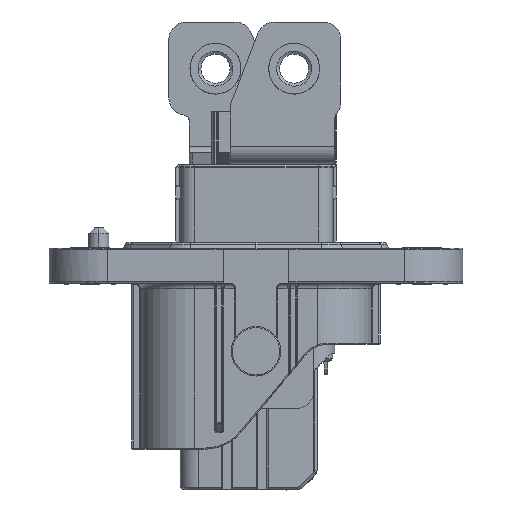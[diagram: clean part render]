
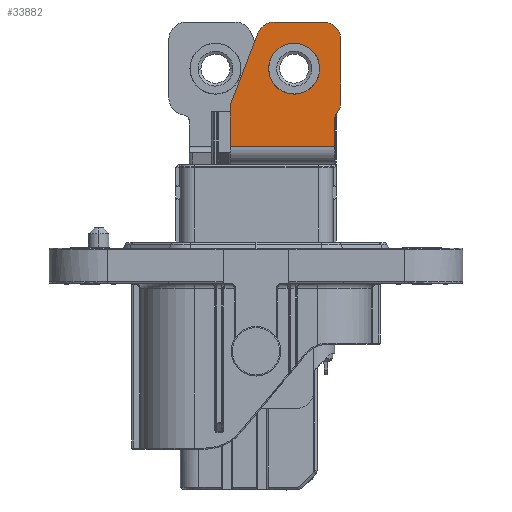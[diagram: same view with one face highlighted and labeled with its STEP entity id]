
A CAD part, left-side view. The second image highlights one B-rep face of the part: STEP entity #33882.
In plain terms, the highlighted planar face has unit normal (-1, 0, 0).
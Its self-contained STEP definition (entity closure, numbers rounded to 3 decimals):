
#610 = EDGE_CURVE ( 'NONE', #49665, #152996, #140757, .T. ) ;
#1961 = CARTESIAN_POINT ( 'NONE',  ( -29.347, 0.526, 40.15 ) ) ;
#2266 = CARTESIAN_POINT ( 'NONE',  ( -29.347, -12.474, 32.15 ) ) ;
#2600 = EDGE_CURVE ( 'NONE', #67728, #51204, #87072, .T. ) ;
#6592 = DIRECTION ( 'NONE',  ( 0., 0., 1. ) ) ;
#7517 = CARTESIAN_POINT ( 'NONE',  ( -29.347, 6.291, 5.561 ) ) ;
#8805 = CARTESIAN_POINT ( 'NONE',  ( -29.347, -20.474, 26.386 ) ) ;
#11806 = PLANE ( 'NONE',  #58248 ) ;
#13475 = DIRECTION ( 'NONE',  ( -1., 0., 0. ) ) ;
#14001 = ORIENTED_EDGE ( 'NONE', *, *, #21746, .T. ) ;
#14865 = DIRECTION ( 'NONE',  ( 0., 0., 1. ) ) ;
#16751 = VERTEX_POINT ( 'NONE', #156401 ) ;
#18584 = EDGE_CURVE ( 'NONE', #51204, #67728, #58319, .T. ) ;
#18959 = CARTESIAN_POINT ( 'NONE',  ( -29.347, -6.236, 38.224 ) ) ;
#19388 = ORIENTED_EDGE ( 'NONE', *, *, #18584, .T. ) ;
#19525 = VERTEX_POINT ( 'NONE', #20754 ) ;
#19948 = ORIENTED_EDGE ( 'NONE', *, *, #610, .T. ) ;
#20754 = CARTESIAN_POINT ( 'NONE',  ( -29.347, -9.037, 40.15 ) ) ;
#21387 = DIRECTION ( 'NONE',  ( 0., 0., 1. ) ) ;
#21413 = ORIENTED_EDGE ( 'NONE', *, *, #47304, .T. ) ;
#21494 = CARTESIAN_POINT ( 'NONE',  ( -29.347, -12.474, 32.15 ) ) ;
#21699 = CARTESIAN_POINT ( 'NONE',  ( -29.347, -1.474, 25.254 ) ) ;
#21746 = EDGE_CURVE ( 'NONE', #25013, #28930, #139059, .T. ) ;
#21852 = CARTESIAN_POINT ( 'NONE',  ( -29.347, -19.474, 18.75 ) ) ;
#22279 = EDGE_CURVE ( 'NONE', #28930, #22960, #126075, .T. ) ;
#22960 = VERTEX_POINT ( 'NONE', #8805 ) ;
#24348 = AXIS2_PLACEMENT_3D ( 'NONE', #56009, #142212, #6592 ) ;
#24571 = CARTESIAN_POINT ( 'NONE',  ( -29.347, -19.474, 3.35 ) ) ;
#24606 = VECTOR ( 'NONE', #54918, 1000. ) ;
#25013 = VERTEX_POINT ( 'NONE', #65904 ) ;
#26211 = CARTESIAN_POINT ( 'NONE',  ( -29.347, -17.474, 26.386 ) ) ;
#28930 = VERTEX_POINT ( 'NONE', #113739 ) ;
#33882 = ADVANCED_FACE ( 'NONE', ( #72400, #82040 ), #11806, .F. ) ;
#34233 = DIRECTION ( 'NONE',  ( 0., 0., 1. ) ) ;
#35913 = DIRECTION ( 'NONE',  ( 0., 0., 1. ) ) ;
#36519 = LINE ( 'NONE', #59655, #110667 ) ;
#37888 = EDGE_CURVE ( 'NONE', #19525, #49665, #146625, .T. ) ;
#40721 = EDGE_CURVE ( 'NONE', #50469, #122652, #115619, .T. ) ;
#41101 = ORIENTED_EDGE ( 'NONE', *, *, #99866, .F. ) ;
#42642 = ORIENTED_EDGE ( 'NONE', *, *, #2600, .T. ) ;
#42698 = CARTESIAN_POINT ( 'NONE',  ( -29.347, -1.474, 18.75 ) ) ;
#43755 = EDGE_CURVE ( 'NONE', #157218, #19525, #122467, .T. ) ;
#43759 = ORIENTED_EDGE ( 'NONE', *, *, #138952, .T. ) ;
#44262 = VECTOR ( 'NONE', #53054, 1000. ) ;
#46238 = AXIS2_PLACEMENT_3D ( 'NONE', #149655, #125721, #78579 ) ;
#47304 = EDGE_CURVE ( 'NONE', #90633, #25013, #110740, .T. ) ;
#49302 = DIRECTION ( 'NONE',  ( 0., 0., 1. ) ) ;
#49665 = VERTEX_POINT ( 'NONE', #18959 ) ;
#50469 = VERTEX_POINT ( 'NONE', #21699 ) ;
#51204 = VERTEX_POINT ( 'NONE', #76072 ) ;
#52340 = ORIENTED_EDGE ( 'NONE', *, *, #94218, .F. ) ;
#53054 = DIRECTION ( 'NONE',  ( 0., 1., 0. ) ) ;
#54918 = DIRECTION ( 'NONE',  ( 0., 0., -1. ) ) ;
#56009 = CARTESIAN_POINT ( 'NONE',  ( -29.347, -20.474, 23.74 ) ) ;
#56207 = LINE ( 'NONE', #92160, #44262 ) ;
#58248 = AXIS2_PLACEMENT_3D ( 'NONE', #97165, #145849, #21387 ) ;
#58319 = CIRCLE ( 'NONE', #124552, 4.375 ) ;
#59030 = ORIENTED_EDGE ( 'NONE', *, *, #37888, .T. ) ;
#59655 = CARTESIAN_POINT ( 'NONE',  ( -29.347, -20.474, 40.15 ) ) ;
#65904 = CARTESIAN_POINT ( 'NONE',  ( -29.347, -19.474, 23.74 ) ) ;
#67728 = VERTEX_POINT ( 'NONE', #111390 ) ;
#68535 = EDGE_LOOP ( 'NONE', ( #19388, #42642 ) ) ;
#71099 = VECTOR ( 'NONE', #115241, 1000. ) ;
#72044 = EDGE_CURVE ( 'NONE', #152996, #50469, #96518, .T. ) ;
#72400 = FACE_BOUND ( 'NONE', #68535, .T. ) ;
#76072 = CARTESIAN_POINT ( 'NONE',  ( -29.347, -16.849, 32.15 ) ) ;
#78579 = DIRECTION ( 'NONE',  ( 0., 0., 1. ) ) ;
#81380 = AXIS2_PLACEMENT_3D ( 'NONE', #155570, #143592, #34233 ) ;
#82040 = FACE_OUTER_BOUND ( 'NONE', #117025, .T. ) ;
#87072 = CIRCLE ( 'NONE', #117616, 4.375 ) ;
#90633 = VERTEX_POINT ( 'NONE', #21852 ) ;
#92160 = CARTESIAN_POINT ( 'NONE',  ( -29.347, -1.474, 18.75 ) ) ;
#94218 = EDGE_CURVE ( 'NONE', #16751, #22960, #36519, .T. ) ;
#96518 = CIRCLE ( 'NONE', #81380, 3. ) ;
#97165 = CARTESIAN_POINT ( 'NONE',  ( -29.347, 0.526, 3.35 ) ) ;
#97969 = DIRECTION ( 'NONE',  ( 0., 0., -1. ) ) ;
#99370 = ORIENTED_EDGE ( 'NONE', *, *, #72044, .T. ) ;
#99866 = EDGE_CURVE ( 'NONE', #90633, #122652, #56207, .T. ) ;
#100015 = CARTESIAN_POINT ( 'NONE',  ( -29.347, -1.673, 26.328 ) ) ;
#107013 = CARTESIAN_POINT ( 'NONE',  ( -29.347, -9.037, 37.15 ) ) ;
#109200 = DIRECTION ( 'NONE',  ( 1., 0., 0. ) ) ;
#110667 = VECTOR ( 'NONE', #97969, 1000. ) ;
#110740 = LINE ( 'NONE', #24571, #145792 ) ;
#110741 = ORIENTED_EDGE ( 'NONE', *, *, #40721, .T. ) ;
#111390 = CARTESIAN_POINT ( 'NONE',  ( -29.347, -8.099, 32.15 ) ) ;
#113311 = AXIS2_PLACEMENT_3D ( 'NONE', #26211, #13475, #145941 ) ;
#113739 = CARTESIAN_POINT ( 'NONE',  ( -29.347, -19.724, 24.402 ) ) ;
#115069 = CIRCLE ( 'NONE', #46238, 3. ) ;
#115241 = DIRECTION ( 'NONE',  ( 0., 0.358, -0.934 ) ) ;
#115619 = LINE ( 'NONE', #141139, #24606 ) ;
#117025 = EDGE_LOOP ( 'NONE', ( #21413, #14001, #130761, #52340, #43759, #156318, #59030, #19948, #99370, #110741, #41101 ) ) ;
#117616 = AXIS2_PLACEMENT_3D ( 'NONE', #2266, #109200, #49302 ) ;
#122467 = LINE ( 'NONE', #1961, #147738 ) ;
#122652 = VERTEX_POINT ( 'NONE', #42698 ) ;
#124034 = DIRECTION ( 'NONE',  ( 0., 1., 0. ) ) ;
#124552 = AXIS2_PLACEMENT_3D ( 'NONE', #21494, #145950, #14865 ) ;
#125721 = DIRECTION ( 'NONE',  ( -1., 0., 0. ) ) ;
#126075 = CIRCLE ( 'NONE', #113311, 3. ) ;
#130761 = ORIENTED_EDGE ( 'NONE', *, *, #22279, .T. ) ;
#133886 = DIRECTION ( 'NONE',  ( 0., 0., 1. ) ) ;
#138952 = EDGE_CURVE ( 'NONE', #16751, #157218, #115069, .T. ) ;
#139059 = CIRCLE ( 'NONE', #24348, 1. ) ;
#140757 = LINE ( 'NONE', #7517, #71099 ) ;
#141139 = CARTESIAN_POINT ( 'NONE',  ( -29.347, -1.474, 3.35 ) ) ;
#142212 = DIRECTION ( 'NONE',  ( 1., 0., 0. ) ) ;
#142924 = DIRECTION ( 'NONE',  ( -1., 0., 0. ) ) ;
#143592 = DIRECTION ( 'NONE',  ( -1., 0., 0. ) ) ;
#145792 = VECTOR ( 'NONE', #133886, 1000. ) ;
#145849 = DIRECTION ( 'NONE',  ( 1., 0., 0. ) ) ;
#145941 = DIRECTION ( 'NONE',  ( 0., 0., 1. ) ) ;
#145950 = DIRECTION ( 'NONE',  ( 1., 0., 0. ) ) ;
#146625 = CIRCLE ( 'NONE', #149127, 3. ) ;
#147738 = VECTOR ( 'NONE', #124034, 1000. ) ;
#149127 = AXIS2_PLACEMENT_3D ( 'NONE', #107013, #142924, #35913 ) ;
#149655 = CARTESIAN_POINT ( 'NONE',  ( -29.347, -17.474, 37.15 ) ) ;
#152455 = CARTESIAN_POINT ( 'NONE',  ( -29.347, -17.474, 40.15 ) ) ;
#152996 = VERTEX_POINT ( 'NONE', #100015 ) ;
#155570 = CARTESIAN_POINT ( 'NONE',  ( -29.347, -4.474, 25.254 ) ) ;
#156318 = ORIENTED_EDGE ( 'NONE', *, *, #43755, .T. ) ;
#156401 = CARTESIAN_POINT ( 'NONE',  ( -29.347, -20.474, 37.15 ) ) ;
#157218 = VERTEX_POINT ( 'NONE', #152455 ) ;
